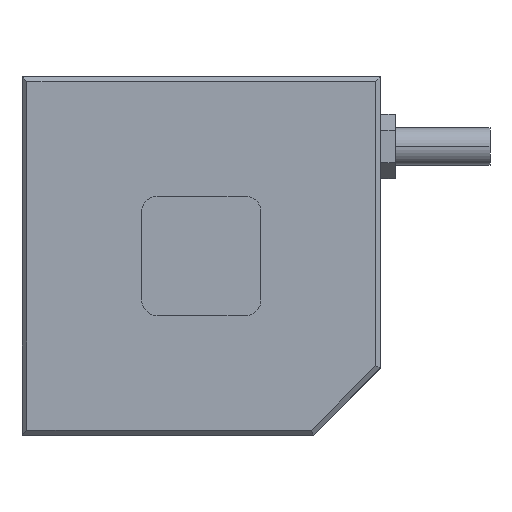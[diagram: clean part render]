
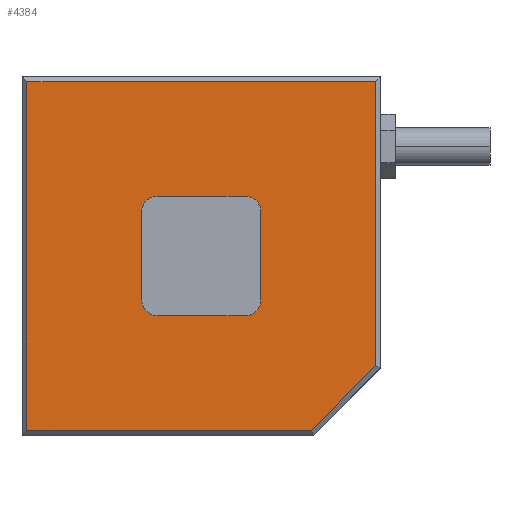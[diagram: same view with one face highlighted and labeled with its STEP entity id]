
A CAD part, top view. The second image highlights one B-rep face of the part: STEP entity #4384.
In plain terms, the highlighted planar face has unit normal (0, 0, 1).
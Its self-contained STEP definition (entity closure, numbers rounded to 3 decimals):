
#1822 = CARTESIAN_POINT ( 'NONE',  ( 61.81, 178.563, 0. ) ) ;
#2109 = CARTESIAN_POINT ( 'NONE',  ( 75.581, 128.792, 0. ) ) ;
#2111 = DIRECTION ( 'NONE',  ( 0.707, 0.707, 0. ) ) ;
#2112 = VECTOR ( 'NONE', #2111, 1000. ) ;
#2186 = LINE ( 'NONE', #2109, #2112 ) ;
#2382 = CARTESIAN_POINT ( 'NONE',  ( 61.31, 178.563, 0. ) ) ;
#2407 = LINE ( 'NONE', #2382, #2425 ) ;
#2423 = CARTESIAN_POINT ( 'NONE',  ( 96.81, 178.563, 0. ) ) ;
#2424 = DIRECTION ( 'NONE',  ( -1., 0., 0. ) ) ;
#2425 = VECTOR ( 'NONE', #2424, 1000. ) ;
#2457 = AXIS2_PLACEMENT_3D ( 'NONE', #2529, #2524, #2523 ) ;
#2523 = DIRECTION ( 'NONE',  ( 0., -1., 0. ) ) ;
#2524 = DIRECTION ( 'NONE',  ( 0., 0., 1. ) ) ;
#2529 = CARTESIAN_POINT ( 'NONE',  ( 74.897, 165.476, 0. ) ) ;
#2577 = CIRCLE ( 'NONE', #2457, 1.587 ) ;
#2578 = CARTESIAN_POINT ( 'NONE',  ( 73.31, 165.476, 0. ) ) ;
#2645 = LINE ( 'NONE', #2646, #2722 ) ;
#2646 = CARTESIAN_POINT ( 'NONE',  ( 83.722, 167.063, 0. ) ) ;
#2647 = CARTESIAN_POINT ( 'NONE',  ( 85.31, 156.651, 0. ) ) ;
#2648 = DIRECTION ( 'NONE',  ( 0., 1., 0. ) ) ;
#2649 = VECTOR ( 'NONE', #2648, 1000. ) ;
#2650 = CARTESIAN_POINT ( 'NONE',  ( 85.31, 165.476, 0. ) ) ;
#2678 = DIRECTION ( 'NONE',  ( -1., 0., 0. ) ) ;
#2696 = DIRECTION ( 'NONE',  ( 0., 1., 0. ) ) ;
#2697 = VECTOR ( 'NONE', #2696, 1000. ) ;
#2698 = CARTESIAN_POINT ( 'NONE',  ( 96.81, 179.063, 0. ) ) ;
#2699 = LINE ( 'NONE', #2698, #2697 ) ;
#2722 = VECTOR ( 'NONE', #2678, 1000. ) ;
#2733 = CARTESIAN_POINT ( 'NONE',  ( 61.81, 143.563, 0. ) ) ;
#2746 = CARTESIAN_POINT ( 'NONE',  ( 74.897, 167.063, 0. ) ) ;
#2752 = LINE ( 'NONE', #2650, #2649 ) ;
#2857 = DIRECTION ( 'NONE',  ( 1., 0., 0. ) ) ;
#2858 = VECTOR ( 'NONE', #2857, 1000. ) ;
#2859 = CARTESIAN_POINT ( 'NONE',  ( 90.56, 143.563, 0. ) ) ;
#2860 = LINE ( 'NONE', #2859, #2858 ) ;
#2861 = CARTESIAN_POINT ( 'NONE',  ( 96.81, 150.02, 0. ) ) ;
#2866 = DIRECTION ( 'NONE',  ( 0., -1., 0. ) ) ;
#2867 = VECTOR ( 'NONE', #2866, 1000. ) ;
#2868 = CARTESIAN_POINT ( 'NONE',  ( 61.81, 143.063, 0. ) ) ;
#2869 = LINE ( 'NONE', #2868, #2867 ) ;
#2917 = CARTESIAN_POINT ( 'NONE',  ( 74.897, 155.063, 0. ) ) ;
#2918 = DIRECTION ( 'NONE',  ( 1., 0., 0. ) ) ;
#2919 = VECTOR ( 'NONE', #2918, 1000. ) ;
#2920 = CARTESIAN_POINT ( 'NONE',  ( 83.722, 155.063, 0. ) ) ;
#2992 = CIRCLE ( 'NONE', #3064, 1.587 ) ;
#2993 = CARTESIAN_POINT ( 'NONE',  ( 90.353, 143.563, 0. ) ) ;
#3059 = LINE ( 'NONE', #2920, #2919 ) ;
#3060 = CARTESIAN_POINT ( 'NONE',  ( 83.722, 155.063, 0. ) ) ;
#3061 = DIRECTION ( 'NONE',  ( 0., -1., 0. ) ) ;
#3062 = DIRECTION ( 'NONE',  ( 0., 0., 1. ) ) ;
#3063 = CARTESIAN_POINT ( 'NONE',  ( 83.722, 156.651, 0. ) ) ;
#3064 = AXIS2_PLACEMENT_3D ( 'NONE', #3063, #3062, #3061 ) ;
#3104 = DIRECTION ( 'NONE',  ( 0., -1., 0. ) ) ;
#3105 = DIRECTION ( 'NONE',  ( 0., 0., 1. ) ) ;
#3106 = CARTESIAN_POINT ( 'NONE',  ( 61.31, 143.063, 0. ) ) ;
#3107 = AXIS2_PLACEMENT_3D ( 'NONE', #3106, #3105, #3104 ) ;
#3110 = PLANE ( 'NONE',  #3107 ) ;
#3171 = FACE_BOUND ( 'NONE', #4436, .T. ) ;
#3172 = FACE_OUTER_BOUND ( 'NONE', #4385, .T. ) ;
#3198 = CARTESIAN_POINT ( 'NONE',  ( 83.722, 167.063, 0. ) ) ;
#3199 = CARTESIAN_POINT ( 'NONE',  ( 85.31, 165.476, 0. ) ) ;
#3297 = DIRECTION ( 'NONE',  ( 0., -1., 0. ) ) ;
#3298 = DIRECTION ( 'NONE',  ( 0., 0., 1. ) ) ;
#3299 = CARTESIAN_POINT ( 'NONE',  ( 83.722, 165.476, 0. ) ) ;
#3300 = AXIS2_PLACEMENT_3D ( 'NONE', #3299, #3298, #3297 ) ;
#3301 = CIRCLE ( 'NONE', #3300, 1.587 ) ;
#3302 = DIRECTION ( 'NONE',  ( 0., -1., 0. ) ) ;
#3303 = VECTOR ( 'NONE', #3302, 1000. ) ;
#3304 = CARTESIAN_POINT ( 'NONE',  ( 73.31, 165.476, 0. ) ) ;
#3305 = LINE ( 'NONE', #3304, #3303 ) ;
#3306 = CARTESIAN_POINT ( 'NONE',  ( 73.31, 156.651, 0. ) ) ;
#3307 = DIRECTION ( 'NONE',  ( 0., 1., 0. ) ) ;
#3308 = DIRECTION ( 'NONE',  ( 0., 0., 1. ) ) ;
#3309 = CARTESIAN_POINT ( 'NONE',  ( 74.897, 156.651, 0. ) ) ;
#3310 = AXIS2_PLACEMENT_3D ( 'NONE', #3309, #3308, #3307 ) ;
#3311 = CIRCLE ( 'NONE', #3310, 1.587 ) ;
#3936 = VERTEX_POINT ( 'NONE', #1822 ) ;
#4049 = EDGE_CURVE ( 'NONE', #4288, #4256, #2186, .T. ) ;
#4136 = EDGE_CURVE ( 'NONE', #4137, #3936, #2407, .T. ) ;
#4137 = VERTEX_POINT ( 'NONE', #2423 ) ;
#4202 = VERTEX_POINT ( 'NONE', #2578 ) ;
#4203 = ORIENTED_EDGE ( 'NONE', *, *, #4204, .F. ) ;
#4204 = EDGE_CURVE ( 'NONE', #4205, #4202, #2577, .T. ) ;
#4205 = VERTEX_POINT ( 'NONE', #2746 ) ;
#4207 = VERTEX_POINT ( 'NONE', #2733 ) ;
#4208 = ORIENTED_EDGE ( 'NONE', *, *, #4209, .F. ) ;
#4209 = EDGE_CURVE ( 'NONE', #4359, #4205, #2645, .T. ) ;
#4212 = EDGE_CURVE ( 'NONE', #4213, #4358, #2752, .T. ) ;
#4213 = VERTEX_POINT ( 'NONE', #2647 ) ;
#4214 = ORIENTED_EDGE ( 'NONE', *, *, #4289, .F. ) ;
#4235 = EDGE_CURVE ( 'NONE', #4256, #4137, #2699, .T. ) ;
#4253 = EDGE_CURVE ( 'NONE', #3936, #4207, #2869, .T. ) ;
#4256 = VERTEX_POINT ( 'NONE', #2861 ) ;
#4258 = EDGE_CURVE ( 'NONE', #4207, #4288, #2860, .T. ) ;
#4259 = ORIENTED_EDGE ( 'NONE', *, *, #4049, .T. ) ;
#4288 = VERTEX_POINT ( 'NONE', #2993 ) ;
#4289 = EDGE_CURVE ( 'NONE', #4290, #4213, #2992, .T. ) ;
#4290 = VERTEX_POINT ( 'NONE', #3060 ) ;
#4291 = ORIENTED_EDGE ( 'NONE', *, *, #4292, .F. ) ;
#4292 = EDGE_CURVE ( 'NONE', #4293, #4290, #3059, .T. ) ;
#4293 = VERTEX_POINT ( 'NONE', #2917 ) ;
#4354 = ORIENTED_EDGE ( 'NONE', *, *, #4235, .T. ) ;
#4355 = ORIENTED_EDGE ( 'NONE', *, *, #4136, .T. ) ;
#4358 = VERTEX_POINT ( 'NONE', #3199 ) ;
#4359 = VERTEX_POINT ( 'NONE', #3198 ) ;
#4360 = ORIENTED_EDGE ( 'NONE', *, *, #4212, .F. ) ;
#4384 = ADVANCED_FACE ( 'NONE', ( #3172, #3171 ), #3110, .T. ) ;
#4385 = EDGE_LOOP ( 'NONE', ( #4386, #4387, #4259, #4354, #4355 ) ) ;
#4386 = ORIENTED_EDGE ( 'NONE', *, *, #4253, .T. ) ;
#4387 = ORIENTED_EDGE ( 'NONE', *, *, #4258, .T. ) ;
#4431 = ORIENTED_EDGE ( 'NONE', *, *, #4432, .F. ) ;
#4432 = EDGE_CURVE ( 'NONE', #4433, #4293, #3311, .T. ) ;
#4433 = VERTEX_POINT ( 'NONE', #3306 ) ;
#4434 = ORIENTED_EDGE ( 'NONE', *, *, #4435, .F. ) ;
#4435 = EDGE_CURVE ( 'NONE', #4202, #4433, #3305, .T. ) ;
#4436 = EDGE_LOOP ( 'NONE', ( #4437, #4360, #4214, #4291, #4431, #4434, #4203, #4208 ) ) ;
#4437 = ORIENTED_EDGE ( 'NONE', *, *, #4438, .F. ) ;
#4438 = EDGE_CURVE ( 'NONE', #4358, #4359, #3301, .T. ) ;
